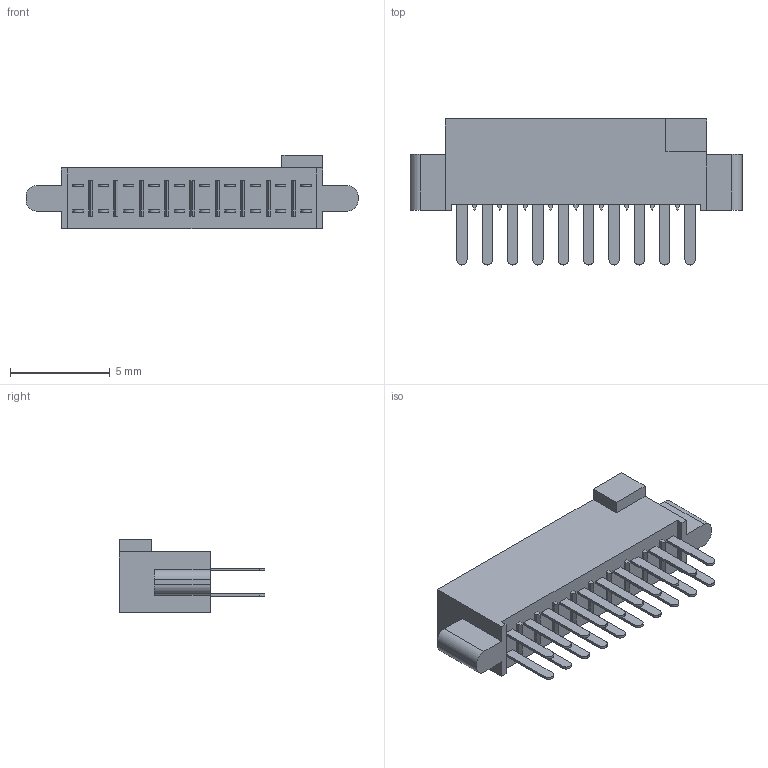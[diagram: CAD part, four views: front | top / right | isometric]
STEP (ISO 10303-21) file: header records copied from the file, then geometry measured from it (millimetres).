
FILE_DESCRIPTION (( 'STEP AP214' ), '1' );
FILE_NAME ('Samtec-SFM-110-01-S-D.step', '2010-09-27T15:19:54', ( 'sysAdmin' ), ( 'SolidWorks' ), 'SwSTEP 2.0', 'SolidWorks 2010', '' );
FILE_SCHEMA (( 'AUTOMOTIVE_DESIGN' ));
Length unit declared in the file: inch
Products named in the file (1): Samtec-SFM-110-01-S-D
Bounding box: 16.64 x 7.32 x 3.68 mm (x, y, z)
Volume: 164.1 mm3; surface area: 502.2 mm2
Topology: 1 solids, 1 shells, 359 faces, 844 edges, 536 vertices
Faces by surface type: plane 335, cylinder 24
Entity records: 13413 total; most frequent: CARTESIAN_POINT 1740, ORIENTED_EDGE 1688, DIRECTION 1612, EDGE_CURVE 844, LINE 796, VECTOR 796, VERTEX_POINT 536, AXIS2_PLACEMENT_3D 408
